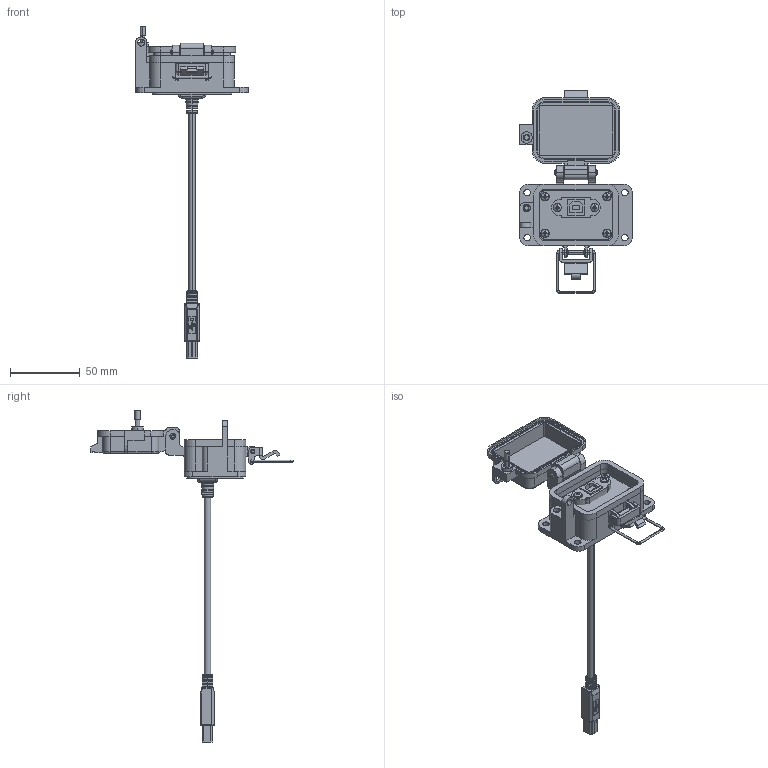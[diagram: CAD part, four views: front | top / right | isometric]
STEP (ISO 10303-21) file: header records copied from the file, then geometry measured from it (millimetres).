
FILE_DESCRIPTION (( 'STEP AP203' ), '1' );
FILE_NAME ('P-P15-B3RX_3D.STEP', '2020-12-01T17:47:36', ( '' ), ( '' ), 'SwSTEP 2.0', 'SolidWorks 2019', '' );
FILE_SCHEMA (( 'CONFIG_CONTROL_DESIGN' ));
Length unit declared in the file: millimetre
Products named in the file (10): Z-H-B3_B; P-P15-B3RX_BP180_1; P-P15-B3RX_3D; -B3; P15; Z-002-M3HN_93825A110; 92005A124_METRIC PAN HEAD PHILLIPS MACHINE SCREW_92005A124; P-P15-B3RX_FP060_1; M3PH_14M3; Z-020-3044
Assembly tree (14 placements, depth 3):
  P-P15-B3RX_3D
    P-P15-B3RX_BP180_1
    P-P15-B3RX_FP060_1
    P15
      Z-020-3044
    M3PH_14M3  x2
    Z-002-M3HN_93825A110  x2
    -B3
      Z-H-B3_B
    92005A124_METRIC PAN HEAD PHILLIPS MACHINE SCREW_92005A124  x4
Bounding box: 80.57 x 144.93 x 237.33 mm (x, y, z)
Volume: 69485.5 mm3; surface area: 58952.6 mm2
Topology: 30 solids, 30 shells, 2381 faces, 6627 edges, 4352 vertices
Faces by surface type: cylinder 1282, plane 779, cone 136, bspline 120, sphere 36, torus 28
Entity records: 59604 total; most frequent: CARTESIAN_POINT 20959, ORIENTED_EDGE 8412, DIRECTION 7243, EDGE_CURVE 4206, VERTEX_POINT 2760, AXIS2_PLACEMENT_3D 2470, LINE 2303, VECTOR 2303
